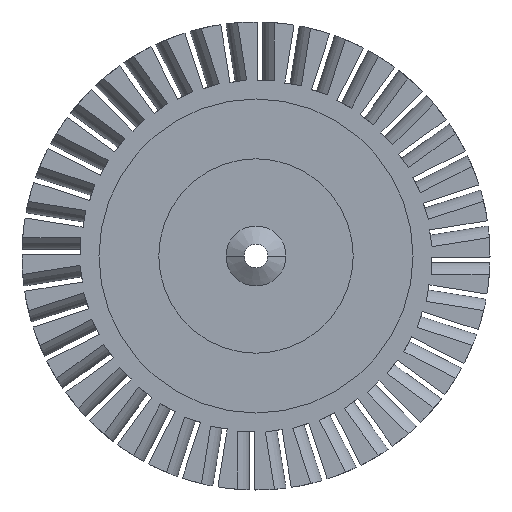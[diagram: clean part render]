
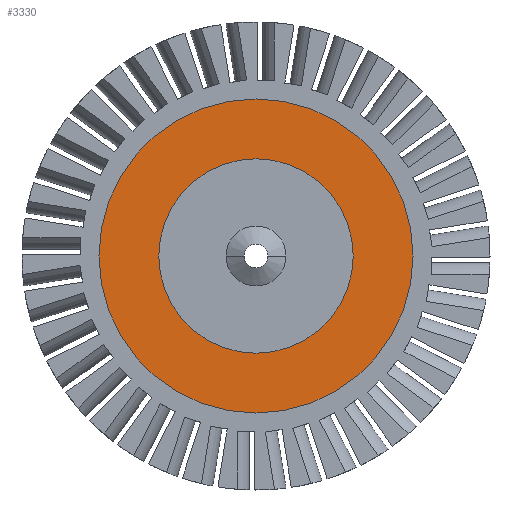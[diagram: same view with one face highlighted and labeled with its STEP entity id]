
A CAD part, front view. The second image highlights one B-rep face of the part: STEP entity #3330.
In plain terms, the highlighted planar face has unit normal (0, -1, 0).
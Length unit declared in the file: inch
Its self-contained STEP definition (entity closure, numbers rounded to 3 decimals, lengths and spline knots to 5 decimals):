
#397 = AXIS2_PLACEMENT_3D ( 'NONE', #11611, #7721, #13690 ) ;
#887 = FACE_BOUND ( 'NONE', #13833, .T. ) ;
#1325 = CARTESIAN_POINT ( 'NONE',  ( 1.625, -0.2125, 0. ) ) ;
#3330 = ADVANCED_FACE ( 'NONE', ( #887, #21646 ), #12896, .F. ) ;
#5203 = VERTEX_POINT ( 'NONE', #10869 ) ;
#5765 = VERTEX_POINT ( 'NONE', #1325 ) ;
#5854 = DIRECTION ( 'NONE',  ( -1., 0., 0. ) ) ;
#6261 = CIRCLE ( 'NONE', #22457, 2.625 ) ;
#6666 = ORIENTED_EDGE ( 'NONE', *, *, #21138, .T. ) ;
#7287 = VERTEX_POINT ( 'NONE', #10759 ) ;
#7721 = DIRECTION ( 'NONE',  ( 0., -1., 0. ) ) ;
#7815 = VERTEX_POINT ( 'NONE', #18637 ) ;
#8982 = AXIS2_PLACEMENT_3D ( 'NONE', #11284, #9341, #14980 ) ;
#9334 = CARTESIAN_POINT ( 'NONE',  ( 0., -0.2125, 0. ) ) ;
#9341 = DIRECTION ( 'NONE',  ( 0., -1., 0. ) ) ;
#9702 = CARTESIAN_POINT ( 'NONE',  ( 0., -0.2125, 0. ) ) ;
#9880 = EDGE_CURVE ( 'NONE', #5203, #7815, #10026, .T. ) ;
#10026 = CIRCLE ( 'NONE', #12982, 2.625 ) ;
#10132 = CARTESIAN_POINT ( 'NONE',  ( 0., -0.2125, 0. ) ) ;
#10191 = ORIENTED_EDGE ( 'NONE', *, *, #21431, .F. ) ;
#10759 = CARTESIAN_POINT ( 'NONE',  ( -1.625, -0.2125, 0. ) ) ;
#10869 = CARTESIAN_POINT ( 'NONE',  ( -2.625, -0.2125, 0. ) ) ;
#11284 = CARTESIAN_POINT ( 'NONE',  ( 0., -0.2125, 0. ) ) ;
#11611 = CARTESIAN_POINT ( 'NONE',  ( 0., -0.2125, 0. ) ) ;
#12517 = EDGE_CURVE ( 'NONE', #7287, #5765, #14159, .T. ) ;
#12896 = PLANE ( 'NONE',  #21481 ) ;
#12982 = AXIS2_PLACEMENT_3D ( 'NONE', #10132, #22447, #18900 ) ;
#13690 = DIRECTION ( 'NONE',  ( 1., 0., 0. ) ) ;
#13833 = EDGE_LOOP ( 'NONE', ( #10191, #22628 ) ) ;
#14159 = CIRCLE ( 'NONE', #8982, 1.625 ) ;
#14980 = DIRECTION ( 'NONE',  ( 1., 0., 0. ) ) ;
#15125 = DIRECTION ( 'NONE',  ( 0., -1., 0. ) ) ;
#18637 = CARTESIAN_POINT ( 'NONE',  ( 2.625, -0.2125, 0. ) ) ;
#18900 = DIRECTION ( 'NONE',  ( 1., 0., 0. ) ) ;
#19745 = ORIENTED_EDGE ( 'NONE', *, *, #9880, .T. ) ;
#19983 = DIRECTION ( 'NONE',  ( 1., 0., 0. ) ) ;
#20045 = DIRECTION ( 'NONE',  ( 0., 1., 0. ) ) ;
#21010 = CIRCLE ( 'NONE', #397, 1.625 ) ;
#21138 = EDGE_CURVE ( 'NONE', #7815, #5203, #6261, .T. ) ;
#21431 = EDGE_CURVE ( 'NONE', #5765, #7287, #21010, .T. ) ;
#21481 = AXIS2_PLACEMENT_3D ( 'NONE', #9334, #20045, #5854 ) ;
#21646 = FACE_OUTER_BOUND ( 'NONE', #21921, .T. ) ;
#21921 = EDGE_LOOP ( 'NONE', ( #6666, #19745 ) ) ;
#22447 = DIRECTION ( 'NONE',  ( 0., -1., 0. ) ) ;
#22457 = AXIS2_PLACEMENT_3D ( 'NONE', #9702, #15125, #19983 ) ;
#22628 = ORIENTED_EDGE ( 'NONE', *, *, #12517, .F. ) ;
